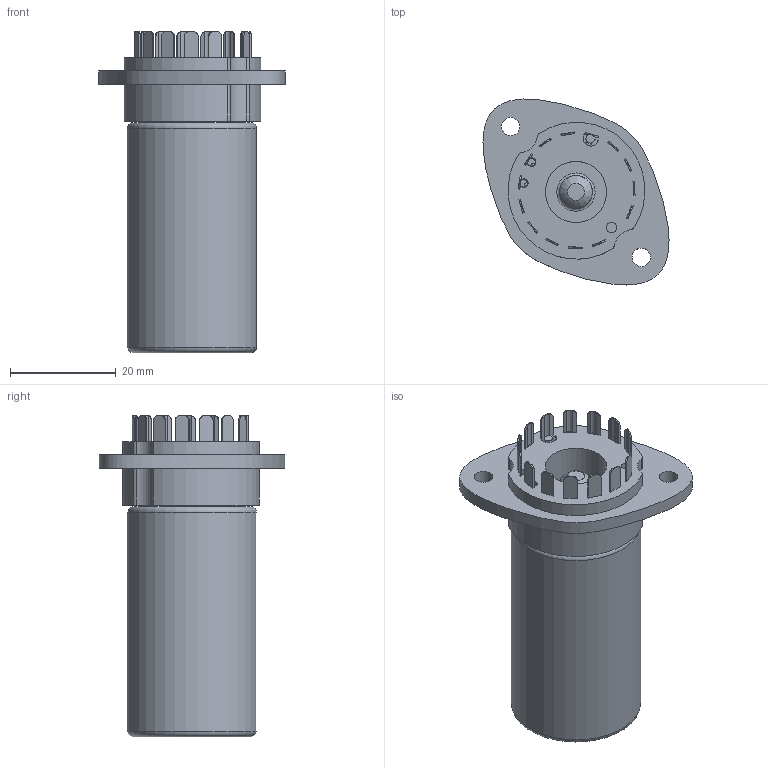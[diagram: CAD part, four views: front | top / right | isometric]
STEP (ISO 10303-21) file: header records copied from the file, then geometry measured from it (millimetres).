
FILE_DESCRIPTION(/* description */ (''),/* implementation_level */ '2;1');
FILE_NAME(/* name */ 'R1924 v15.step',/* time_stamp */ '2024-10-29T11:01:17+01:00',/* author */ (''),/* organization */ (''),/* preprocessor_version */ 'ST-DEVELOPER v20',/* originating_system */ 'Autodesk Translation Framework v13.20.0.188',/* authorisation */ '');
FILE_SCHEMA (('AUTOMOTIVE_DESIGN { 1 0 10303 214 3 1 1 }'));
Length unit declared in the file: millimetre
Products named in the file (2): R1924; R1924_1
Assembly tree (1 placements, depth 2):
  R1924
    R1924_1
Bounding box: 35.21 x 35.2 x 60.8 mm (x, y, z)
Volume: 26121.8 mm3; surface area: 10382.6 mm2
Topology: 2 solids, 2 shells, 401 faces, 1015 edges, 609 vertices
Faces by surface type: plane 260, cylinder 122, sphere 14, bspline 3, torus 2
Full cylindrical faces by diameter (mm): 1 x14, 1.5 x13, 1.65 x14, 2 x2, 3 x14, 3.5 x2, 6.22 x1, 11.6 x1, 24.5 x1
Entity records: 13147 total; most frequent: CARTESIAN_POINT 2653, DIRECTION 2155, ORIENTED_EDGE 2058, EDGE_CURVE 1029, AXIS2_PLACEMENT_3D 761, LINE 633, VECTOR 633, VERTEX_POINT 609
